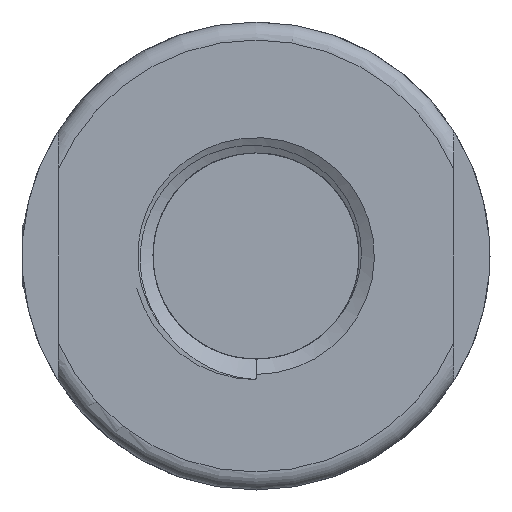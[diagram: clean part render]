
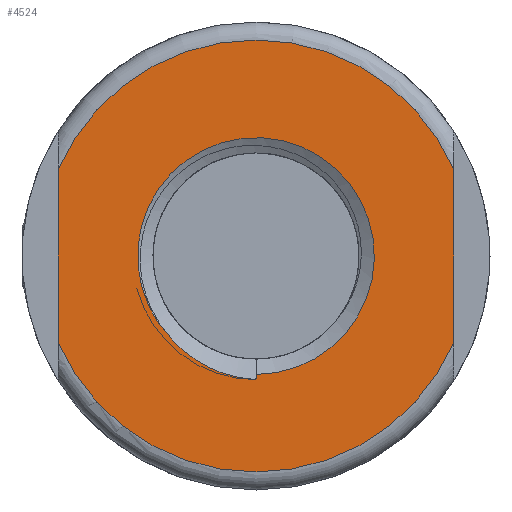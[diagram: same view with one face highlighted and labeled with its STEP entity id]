
A CAD part, left-side view. The second image highlights one B-rep face of the part: STEP entity #4524.
In plain terms, the highlighted planar face has unit normal (-1, 0, 0).
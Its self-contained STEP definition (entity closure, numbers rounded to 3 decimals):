
#138=PLANE('',#5061);
#202=FACE_BOUND('',#1411,.T.);
#410=B_SPLINE_CURVE_WITH_KNOTS('',3,(#16505,#16506,#16507,#16508,#16509,
#16510,#16511,#16512),.UNSPECIFIED.,.F.,.F.,(4,2,2,4),(-0.377,
-0.197,-0.108,0.),
 .UNSPECIFIED.);
#555=LINE('',#16501,#740);
#556=LINE('',#16502,#741);
#557=LINE('',#16504,#742);
#740=VECTOR('',#6173,1000.);
#741=VECTOR('',#6174,1000.);
#742=VECTOR('',#6175,1000.);
#1123=FACE_OUTER_BOUND('',#1410,.T.);
#1410=EDGE_LOOP('',(#3933,#3934,#3935,#3936));
#1411=EDGE_LOOP('',(#3937,#3938,#3939));
#1700=CIRCLE('',#5027,12.);
#1722=CIRCLE('',#5060,6.575);
#1723=CIRCLE('',#5062,12.);
#2173=VERTEX_POINT('',#16302);
#2174=VERTEX_POINT('',#16315);
#2194=VERTEX_POINT('',#16461);
#2195=VERTEX_POINT('',#16465);
#2196=VERTEX_POINT('',#16498);
#2197=VERTEX_POINT('',#16499);
#2198=VERTEX_POINT('',#16503);
#2768=EDGE_CURVE('',#2174,#2173,#1700,.T.);
#2803=EDGE_CURVE('',#2194,#2195,#1722,.T.);
#2805=EDGE_CURVE('',#2196,#2197,#1723,.T.);
#2806=EDGE_CURVE('',#2197,#2174,#555,.T.);
#2807=EDGE_CURVE('',#2173,#2196,#556,.T.);
#2808=EDGE_CURVE('',#2198,#2194,#557,.T.);
#2809=EDGE_CURVE('',#2198,#2195,#410,.T.);
#3933=ORIENTED_EDGE('',*,*,#2805,.T.);
#3934=ORIENTED_EDGE('',*,*,#2806,.T.);
#3935=ORIENTED_EDGE('',*,*,#2768,.T.);
#3936=ORIENTED_EDGE('',*,*,#2807,.T.);
#3937=ORIENTED_EDGE('',*,*,#2808,.F.);
#3938=ORIENTED_EDGE('',*,*,#2809,.T.);
#3939=ORIENTED_EDGE('',*,*,#2803,.F.);
#4524=ADVANCED_FACE('',(#1123,#202),#138,.F.);
#5027=AXIS2_PLACEMENT_3D('',#16316,#6092,#6093);
#5060=AXIS2_PLACEMENT_3D('',#16466,#6167,#6168);
#5061=AXIS2_PLACEMENT_3D('',#16497,#6169,#6170);
#5062=AXIS2_PLACEMENT_3D('',#16500,#6171,#6172);
#6092=DIRECTION('center_axis',(-1.,0.,0.));
#6093=DIRECTION('ref_axis',(0.,0.,-1.));
#6167=DIRECTION('center_axis',(-1.,0.,0.));
#6168=DIRECTION('ref_axis',(0.,0.,-1.));
#6169=DIRECTION('center_axis',(1.,0.,0.));
#6170=DIRECTION('ref_axis',(0.,0.,1.));
#6171=DIRECTION('center_axis',(-1.,0.,0.));
#6172=DIRECTION('ref_axis',(0.,0.,-1.));
#6173=DIRECTION('',(0.,0.,-1.));
#6174=DIRECTION('',(0.,0.,1.));
#6175=DIRECTION('',(0.,0.,1.));
#16302=CARTESIAN_POINT('',(-17.3,-11.,-4.796));
#16315=CARTESIAN_POINT('',(-17.3,11.,-4.796));
#16316=CARTESIAN_POINT('Origin',(-17.3,0.,
0.));
#16461=CARTESIAN_POINT('',(-17.3,0.,-6.575));
#16465=CARTESIAN_POINT('',(-17.3,4.687,-4.611));
#16466=CARTESIAN_POINT('Origin',(-17.3,0.,
0.));
#16497=CARTESIAN_POINT('Origin',(-17.3,-6.575,0.));
#16498=CARTESIAN_POINT('',(-17.3,-11.,4.796));
#16499=CARTESIAN_POINT('',(-17.3,11.,4.796));
#16500=CARTESIAN_POINT('Origin',(-17.3,0.,
0.));
#16501=CARTESIAN_POINT('',(-17.3,11.,0.));
#16502=CARTESIAN_POINT('',(-17.3,-11.,0.));
#16503=CARTESIAN_POINT('',(-17.3,0.,-6.868));
#16504=CARTESIAN_POINT('',(-17.3,0.,0.));
#16505=CARTESIAN_POINT('Ctrl Pts',(-17.3,0.,
-6.868));
#16506=CARTESIAN_POINT('Ctrl Pts',(-17.3,0.893,-6.822));
#16507=CARTESIAN_POINT('Ctrl Pts',(-17.3,1.767,-6.599));
#16508=CARTESIAN_POINT('Ctrl Pts',(-17.3,2.968,-6.021));
#16509=CARTESIAN_POINT('Ctrl Pts',(-17.3,3.344,-5.792));
#16510=CARTESIAN_POINT('Ctrl Pts',(-17.3,4.122,-5.206));
#16511=CARTESIAN_POINT('Ctrl Pts',(-17.3,4.449,-4.881));
#16512=CARTESIAN_POINT('Ctrl Pts',(-17.3,4.687,-4.611));
